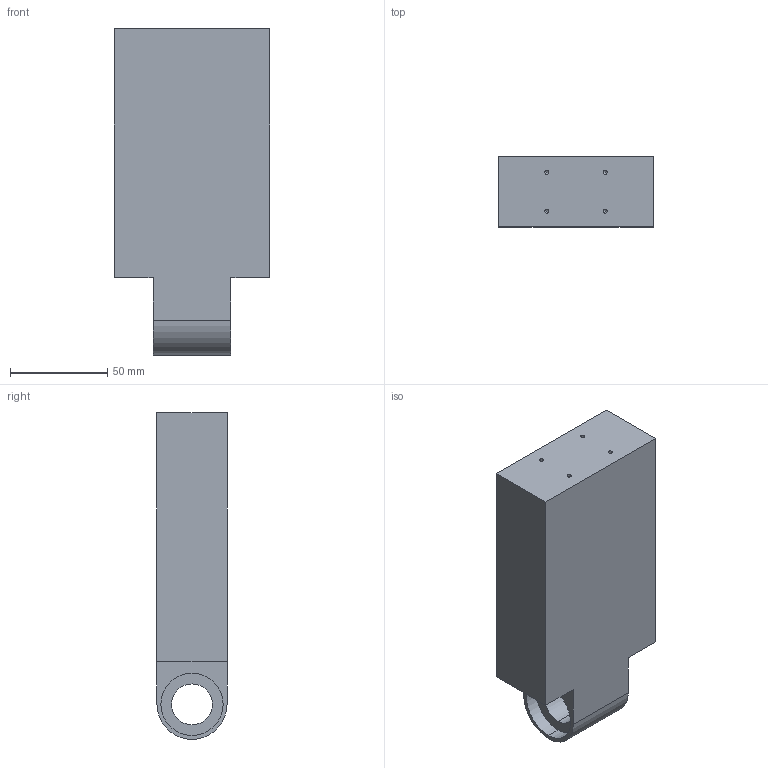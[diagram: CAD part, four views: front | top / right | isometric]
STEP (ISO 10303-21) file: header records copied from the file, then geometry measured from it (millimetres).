
FILE_DESCRIPTION (( 'STEP AP203' ), '1' );
FILE_NAME ('linkage_temp.STEP', '2021-11-11T02:57:01', ( '' ), ( '' ), 'SwSTEP 2.0', 'SolidWorks 2019', '' );
FILE_SCHEMA (( 'CONFIG_CONTROL_DESIGN' ));
Length unit declared in the file: millimetre
Products named in the file (1): linkage_temp
Bounding box: 80 x 36 x 168 mm (x, y, z)
Volume: 400365.7 mm3; surface area: 43158.3 mm2
Topology: 1 solids, 1 shells, 34 faces, 82 edges, 48 vertices
Faces by surface type: cylinder 15, plane 11, cone 8
Entity records: 1017 total; most frequent: DIRECTION 174, CARTESIAN_POINT 157, ORIENTED_EDGE 148, EDGE_CURVE 74, AXIS2_PLACEMENT_3D 65, VERTEX_POINT 48, VECTOR 44, LINE 44
